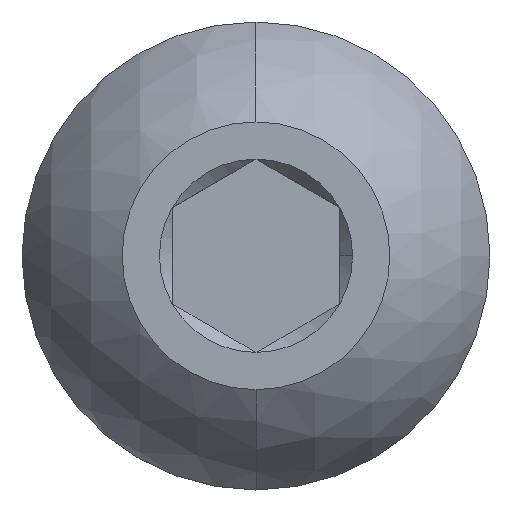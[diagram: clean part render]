
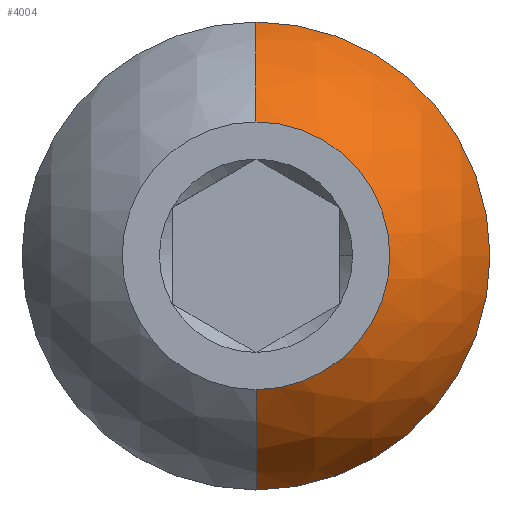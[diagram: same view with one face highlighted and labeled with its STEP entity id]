
A CAD part, top view. The second image highlights one B-rep face of the part: STEP entity #4004.
In plain terms, the highlighted spherical face has radius 5.974 mm.
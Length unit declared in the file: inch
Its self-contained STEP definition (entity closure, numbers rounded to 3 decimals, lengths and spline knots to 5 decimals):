
#85 = DIRECTION ( 'NONE',  ( 1., 0., 0. ) ) ;
#87 = DIRECTION ( 'NONE',  ( 0., 0., 1. ) ) ;
#89 = CARTESIAN_POINT ( 'NONE',  ( 0., 0., -0.1122 ) ) ;
#246 = DIRECTION ( 'NONE',  ( 0., -1., 0. ) ) ;
#252 = CARTESIAN_POINT ( 'NONE',  ( 0., 0., -0.19922 ) ) ;
#256 = DIRECTION ( 'NONE',  ( 1., 0., 0. ) ) ;
#1806 = CIRCLE ( 'NONE', #5371, 0.125 ) ;
#1809 = CIRCLE ( 'NONE', #4823, 0.23519 ) ;
#2407 = DIRECTION ( 'NONE',  ( 1., 0., 0. ) ) ;
#2410 = DIRECTION ( 'NONE',  ( 0., 0., 1. ) ) ;
#2411 = CARTESIAN_POINT ( 'NONE',  ( 0., 0., -0.1122 ) ) ;
#2421 = DIRECTION ( 'NONE',  ( 1., 0., 0. ) ) ;
#2422 = DIRECTION ( 'NONE',  ( 0., 0., 1. ) ) ;
#2423 = CARTESIAN_POINT ( 'NONE',  ( 0., 0., 0. ) ) ;
#2433 = DIRECTION ( 'NONE',  ( 0., 1., 0. ) ) ;
#2436 = DIRECTION ( 'NONE',  ( 1., 0., 0. ) ) ;
#2440 = CARTESIAN_POINT ( 'NONE',  ( 0., 0., -0.19922 ) ) ;
#2608 = DIRECTION ( 'NONE',  ( 0., -1., 0. ) ) ;
#2609 = DIRECTION ( 'NONE',  ( -1., 0., 0. ) ) ;
#2610 = CARTESIAN_POINT ( 'NONE',  ( 0., 0., -0.19922 ) ) ;
#4004 = ADVANCED_FACE ( 'NONE', ( #4548 ), #4588, .T. ) ;
#4131 = CIRCLE ( 'NONE', #4830, 0.2185 ) ;
#4167 = CIRCLE ( 'NONE', #4825, 0.23519 ) ;
#4169 = CIRCLE ( 'NONE', #4824, 0.2185 ) ;
#4217 = ORIENTED_EDGE ( 'NONE', *, *, #4935, .T. ) ;
#4308 = ORIENTED_EDGE ( 'NONE', *, *, #4961, .T. ) ;
#4345 = EDGE_LOOP ( 'NONE', ( #4308, #4217, #4599, #4440, #4608 ) ) ;
#4414 = VERTEX_POINT ( 'NONE', #5795 ) ;
#4415 = VERTEX_POINT ( 'NONE', #5793 ) ;
#4421 = VERTEX_POINT ( 'NONE', #5781 ) ;
#4440 = ORIENTED_EDGE ( 'NONE', *, *, #5022, .F. ) ;
#4502 = VERTEX_POINT ( 'NONE', #5761 ) ;
#4548 = FACE_OUTER_BOUND ( 'NONE', #4345, .T. ) ;
#4588 = SPHERICAL_SURFACE ( 'NONE', #4903, 0.23519 ) ;
#4599 = ORIENTED_EDGE ( 'NONE', *, *, #4959, .T. ) ;
#4608 = ORIENTED_EDGE ( 'NONE', *, *, #4993, .F. ) ;
#4637 = VERTEX_POINT ( 'NONE', #5739 ) ;
#4823 = AXIS2_PLACEMENT_3D ( 'NONE', #2610, #2609, #2608 ) ;
#4824 = AXIS2_PLACEMENT_3D ( 'NONE', #2411, #2410, #2407 ) ;
#4825 = AXIS2_PLACEMENT_3D ( 'NONE', #2440, #2436, #2433 ) ;
#4830 = AXIS2_PLACEMENT_3D ( 'NONE', #89, #87, #85 ) ;
#4903 = AXIS2_PLACEMENT_3D ( 'NONE', #252, #256, #246 ) ;
#4935 = EDGE_CURVE ( 'NONE', #4637, #4415, #4131, .T. ) ;
#4959 = EDGE_CURVE ( 'NONE', #4415, #4421, #4167, .T. ) ;
#4961 = EDGE_CURVE ( 'NONE', #4414, #4637, #4169, .T. ) ;
#4993 = EDGE_CURVE ( 'NONE', #4414, #4502, #1809, .T. ) ;
#5022 = EDGE_CURVE ( 'NONE', #4502, #4421, #1806, .T. ) ;
#5371 = AXIS2_PLACEMENT_3D ( 'NONE', #2423, #2422, #2421 ) ;
#5739 = CARTESIAN_POINT ( 'NONE',  ( 0.2185, 0., -0.1122 ) ) ;
#5761 = CARTESIAN_POINT ( 'NONE',  ( 0., -0.125, 0. ) ) ;
#5781 = CARTESIAN_POINT ( 'NONE',  ( 0., 0.125, 0. ) ) ;
#5793 = CARTESIAN_POINT ( 'NONE',  ( 0., 0.2185, -0.1122 ) ) ;
#5795 = CARTESIAN_POINT ( 'NONE',  ( 0., -0.2185, -0.1122 ) ) ;
